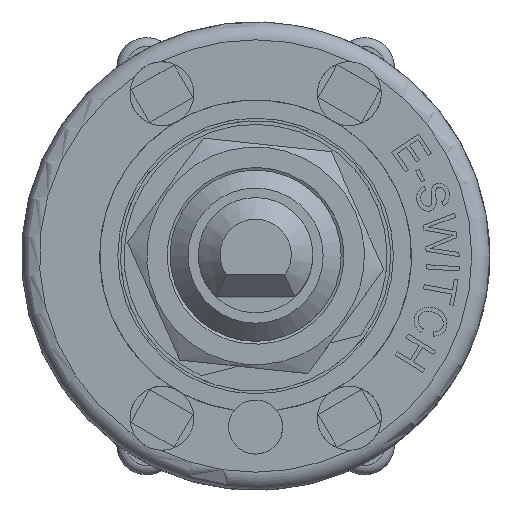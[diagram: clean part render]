
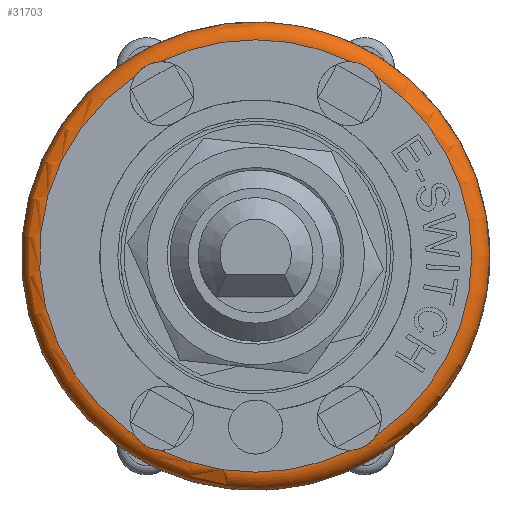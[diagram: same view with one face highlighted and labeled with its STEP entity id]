
A CAD part, top view. The second image highlights one B-rep face of the part: STEP entity #31703.
In plain terms, the highlighted toroidal (fillet/blend) face has major radius 12 mm and minor radius 1 mm.
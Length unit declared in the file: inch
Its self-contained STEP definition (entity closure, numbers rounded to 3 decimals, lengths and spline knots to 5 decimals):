
#31053=CARTESIAN_POINT('',(0.51181,0.0,0.37402));
#31054=VERTEX_POINT('',#31053);
#31055=CARTESIAN_POINT('',(0.0,0.0,0.37402));
#31056=DIRECTION('',(0.0,0.0,1.0));
#31057=DIRECTION('',(-1.0,0.0,0.0));
#31058=AXIS2_PLACEMENT_3D('',#31055,#31056,#31057);
#31059=CIRCLE('',#31058,0.51181);
#31060=EDGE_CURVE('',#31054,#31054,#31059,.T.);
#31303=CARTESIAN_POINT('',(-0.26379,0.39194,0.41339));
#31304=VERTEX_POINT('',#31303);
#31313=CARTESIAN_POINT('',(-0.20753,0.42442,0.41339));
#31314=VERTEX_POINT('',#31313);
#31322=CARTESIAN_POINT('',(-0.26379,0.39194,0.41339));
#31323=CARTESIAN_POINT('',(-0.26063,0.39693,0.41339));
#31324=CARTESIAN_POINT('',(-0.25684,0.40153,0.41318));
#31325=CARTESIAN_POINT('',(-0.25019,0.40776,0.41294));
#31326=CARTESIAN_POINT('',(-0.24774,0.40975,0.41287));
#31327=CARTESIAN_POINT('',(-0.24411,0.41233,0.41281));
#31328=CARTESIAN_POINT('',(-0.24303,0.41306,0.41279));
#31329=CARTESIAN_POINT('',(-0.24115,0.41424,0.41278));
#31330=CARTESIAN_POINT('',(-0.24035,0.41472,0.41278));
#31331=CARTESIAN_POINT('',(-0.23874,0.41565,0.41278));
#31332=CARTESIAN_POINT('',(-0.23791,0.4161,0.41278));
#31333=CARTESIAN_POINT('',(-0.23586,0.41717,0.4128));
#31334=CARTESIAN_POINT('',(-0.23462,0.41777,0.41281));
#31335=CARTESIAN_POINT('',(-0.23029,0.41972,0.41288));
#31336=CARTESIAN_POINT('',(-0.22713,0.42087,0.41296));
#31337=CARTESIAN_POINT('',(-0.2184,0.42336,0.41321));
#31338=CARTESIAN_POINT('',(-0.2129,0.4242,0.41339));
#31339=CARTESIAN_POINT('',(-0.20753,0.42442,0.41339));
#31340=B_SPLINE_CURVE_WITH_KNOTS('',3,(#31322,#31323,#31324,#31325,#31326,#31327,#31328,#31329,#31330,#31331,#31332,#31333,#31334,#31335,#31336,#31337,#31338,#31339),.UNSPECIFIED.,.F.,.U.,(4,2,2,2,2,2,2,2,4),(-0.30321,-0.28459,-0.27477,-0.27072,-0.26786,-0.26495,-0.2607,-0.25033,-0.23279),.UNSPECIFIED.);
#31341=EDGE_CURVE('',#31304,#31314,#31340,.T.);
#31377=CARTESIAN_POINT('',(-0.26379,-0.39194,0.41339));
#31378=VERTEX_POINT('',#31377);
#31388=CARTESIAN_POINT('',(-0.20753,-0.42442,0.41339));
#31389=VERTEX_POINT('',#31388);
#31390=CARTESIAN_POINT('',(-0.20753,-0.42442,0.41339));
#31391=CARTESIAN_POINT('',(-0.21344,-0.42418,0.41339));
#31392=CARTESIAN_POINT('',(-0.21932,-0.42319,0.41318));
#31393=CARTESIAN_POINT('',(-0.22803,-0.42055,0.41294));
#31394=CARTESIAN_POINT('',(-0.23098,-0.41943,0.41287));
#31395=CARTESIAN_POINT('',(-0.23503,-0.41757,0.41281));
#31396=CARTESIAN_POINT('',(-0.2362,-0.417,0.41279));
#31397=CARTESIAN_POINT('',(-0.23817,-0.41596,0.41278));
#31398=CARTESIAN_POINT('',(-0.23898,-0.41551,0.41278));
#31399=CARTESIAN_POINT('',(-0.24059,-0.41458,0.41278));
#31400=CARTESIAN_POINT('',(-0.2414,-0.41409,0.41278));
#31401=CARTESIAN_POINT('',(-0.24335,-0.41285,0.4128));
#31402=CARTESIAN_POINT('',(-0.24449,-0.41207,0.41281));
#31403=CARTESIAN_POINT('',(-0.24834,-0.4093,0.41288));
#31404=CARTESIAN_POINT('',(-0.25092,-0.40713,0.41296));
#31405=CARTESIAN_POINT('',(-0.25744,-0.40082,0.41321));
#31406=CARTESIAN_POINT('',(-0.26092,-0.39648,0.41339));
#31407=CARTESIAN_POINT('',(-0.26379,-0.39194,0.41339));
#31408=B_SPLINE_CURVE_WITH_KNOTS('',3,(#31390,#31391,#31392,#31393,#31394,#31395,#31396,#31397,#31398,#31399,#31400,#31401,#31402,#31403,#31404,#31405,#31406,#31407),.UNSPECIFIED.,.F.,.U.,(4,2,2,2,2,2,2,2,4),(-0.30321,-0.28459,-0.27477,-0.27072,-0.26786,-0.26495,-0.2607,-0.25033,-0.23279),.UNSPECIFIED.);
#31409=EDGE_CURVE('',#31389,#31378,#31408,.T.);
#31477=CARTESIAN_POINT('',(0.20753,-0.42442,0.41339));
#31478=VERTEX_POINT('',#31477);
#31488=CARTESIAN_POINT('',(0.26379,-0.39194,0.41339));
#31489=VERTEX_POINT('',#31488);
#31490=CARTESIAN_POINT('',(0.26379,-0.39194,0.41339));
#31491=CARTESIAN_POINT('',(0.26063,-0.39693,0.41339));
#31492=CARTESIAN_POINT('',(0.25684,-0.40153,0.41318));
#31493=CARTESIAN_POINT('',(0.25019,-0.40776,0.41294));
#31494=CARTESIAN_POINT('',(0.24774,-0.40975,0.41287));
#31495=CARTESIAN_POINT('',(0.24411,-0.41233,0.41281));
#31496=CARTESIAN_POINT('',(0.24303,-0.41306,0.41279));
#31497=CARTESIAN_POINT('',(0.24115,-0.41424,0.41278));
#31498=CARTESIAN_POINT('',(0.24035,-0.41472,0.41278));
#31499=CARTESIAN_POINT('',(0.23874,-0.41565,0.41278));
#31500=CARTESIAN_POINT('',(0.23791,-0.4161,0.41278));
#31501=CARTESIAN_POINT('',(0.23586,-0.41717,0.4128));
#31502=CARTESIAN_POINT('',(0.23462,-0.41777,0.41281));
#31503=CARTESIAN_POINT('',(0.23029,-0.41972,0.41288));
#31504=CARTESIAN_POINT('',(0.22713,-0.42087,0.41296));
#31505=CARTESIAN_POINT('',(0.2184,-0.42336,0.41321));
#31506=CARTESIAN_POINT('',(0.2129,-0.4242,0.41339));
#31507=CARTESIAN_POINT('',(0.20753,-0.42442,0.41339));
#31508=B_SPLINE_CURVE_WITH_KNOTS('',3,(#31490,#31491,#31492,#31493,#31494,#31495,#31496,#31497,#31498,#31499,#31500,#31501,#31502,#31503,#31504,#31505,#31506,#31507),.UNSPECIFIED.,.F.,.U.,(4,2,2,2,2,2,2,2,4),(-0.30321,-0.28459,-0.27477,-0.27072,-0.26786,-0.26495,-0.2607,-0.25033,-0.23279),.UNSPECIFIED.);
#31509=EDGE_CURVE('',#31489,#31478,#31508,.T.);
#31603=CARTESIAN_POINT('',(0.20753,0.42442,0.41339));
#31604=VERTEX_POINT('',#31603);
#31613=CARTESIAN_POINT('',(0.26379,0.39194,0.41339));
#31614=VERTEX_POINT('',#31613);
#31622=CARTESIAN_POINT('',(0.20753,0.42442,0.41339));
#31623=CARTESIAN_POINT('',(0.21344,0.42418,0.41339));
#31624=CARTESIAN_POINT('',(0.21932,0.42319,0.41318));
#31625=CARTESIAN_POINT('',(0.22803,0.42055,0.41294));
#31626=CARTESIAN_POINT('',(0.23098,0.41943,0.41287));
#31627=CARTESIAN_POINT('',(0.23503,0.41757,0.41281));
#31628=CARTESIAN_POINT('',(0.2362,0.417,0.41279));
#31629=CARTESIAN_POINT('',(0.23817,0.41596,0.41278));
#31630=CARTESIAN_POINT('',(0.23898,0.41551,0.41278));
#31631=CARTESIAN_POINT('',(0.24059,0.41458,0.41278));
#31632=CARTESIAN_POINT('',(0.2414,0.41409,0.41278));
#31633=CARTESIAN_POINT('',(0.24335,0.41285,0.4128));
#31634=CARTESIAN_POINT('',(0.24449,0.41207,0.41281));
#31635=CARTESIAN_POINT('',(0.24834,0.4093,0.41288));
#31636=CARTESIAN_POINT('',(0.25092,0.40713,0.41296));
#31637=CARTESIAN_POINT('',(0.25744,0.40082,0.41321));
#31638=CARTESIAN_POINT('',(0.26092,0.39648,0.41339));
#31639=CARTESIAN_POINT('',(0.26379,0.39194,0.41339));
#31640=B_SPLINE_CURVE_WITH_KNOTS('',3,(#31622,#31623,#31624,#31625,#31626,#31627,#31628,#31629,#31630,#31631,#31632,#31633,#31634,#31635,#31636,#31637,#31638,#31639),.UNSPECIFIED.,.F.,.U.,(4,2,2,2,2,2,2,2,4),(-0.30321,-0.28459,-0.27477,-0.27072,-0.26786,-0.26495,-0.2607,-0.25033,-0.23279),.UNSPECIFIED.);
#31641=EDGE_CURVE('',#31604,#31614,#31640,.T.);
#31661=CARTESIAN_POINT('',(0.0,0.0,0.37402));
#31662=DIRECTION('',(0.0,0.0,-1.0));
#31663=DIRECTION('',(-1.0,0.0,0.0));
#31664=AXIS2_PLACEMENT_3D('',#31661,#31662,#31663);
#31665=TOROIDAL_SURFACE('',#31664,0.47244,0.03937);
#31666=ORIENTED_EDGE('',*,*,#31060,.T.);
#31667=EDGE_LOOP('',(#31666));
#31668=FACE_OUTER_BOUND('',#31667,.T.);
#31669=CARTESIAN_POINT('',(0.0,0.0,0.41339));
#31670=DIRECTION('',(0.0,0.0,-1.0));
#31671=DIRECTION('',(-1.0,0.0,0.0));
#31672=AXIS2_PLACEMENT_3D('',#31669,#31670,#31671);
#31673=CIRCLE('',#31672,0.47244);
#31674=EDGE_CURVE('',#31378,#31304,#31673,.T.);
#31675=ORIENTED_EDGE('',*,*,#31674,.T.);
#31676=ORIENTED_EDGE('',*,*,#31341,.T.);
#31677=CARTESIAN_POINT('',(0.0,0.0,0.41339));
#31678=DIRECTION('',(0.0,0.0,-1.0));
#31679=DIRECTION('',(-1.0,0.0,0.0));
#31680=AXIS2_PLACEMENT_3D('',#31677,#31678,#31679);
#31681=CIRCLE('',#31680,0.47244);
#31682=EDGE_CURVE('',#31314,#31604,#31681,.T.);
#31683=ORIENTED_EDGE('',*,*,#31682,.T.);
#31684=ORIENTED_EDGE('',*,*,#31641,.T.);
#31685=CARTESIAN_POINT('',(0.0,0.0,0.41339));
#31686=DIRECTION('',(0.0,0.0,-1.0));
#31687=DIRECTION('',(-1.0,0.0,0.0));
#31688=AXIS2_PLACEMENT_3D('',#31685,#31686,#31687);
#31689=CIRCLE('',#31688,0.47244);
#31690=EDGE_CURVE('',#31614,#31489,#31689,.T.);
#31691=ORIENTED_EDGE('',*,*,#31690,.T.);
#31692=ORIENTED_EDGE('',*,*,#31509,.T.);
#31693=CARTESIAN_POINT('',(0.0,0.0,0.41339));
#31694=DIRECTION('',(0.0,0.0,-1.0));
#31695=DIRECTION('',(-1.0,0.0,0.0));
#31696=AXIS2_PLACEMENT_3D('',#31693,#31694,#31695);
#31697=CIRCLE('',#31696,0.47244);
#31698=EDGE_CURVE('',#31478,#31389,#31697,.T.);
#31699=ORIENTED_EDGE('',*,*,#31698,.T.);
#31700=ORIENTED_EDGE('',*,*,#31409,.T.);
#31701=EDGE_LOOP('',(#31675,#31676,#31683,#31684,#31691,#31692,#31699,#31700));
#31702=FACE_BOUND('',#31701,.T.);
#31703=ADVANCED_FACE('',(#31668,#31702),#31665,.T.);
